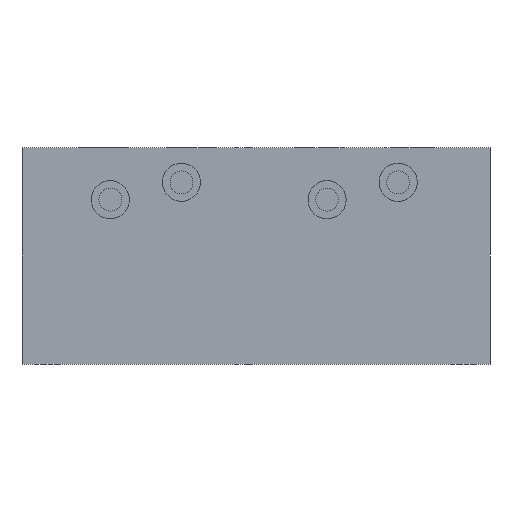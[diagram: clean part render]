
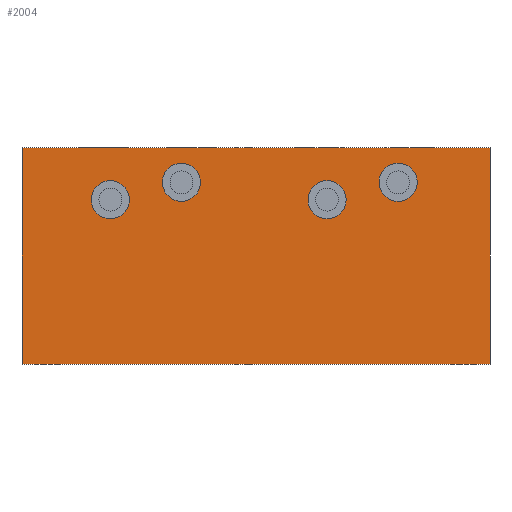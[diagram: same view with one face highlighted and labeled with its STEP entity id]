
A CAD part, front view. The second image highlights one B-rep face of the part: STEP entity #2004.
In plain terms, the highlighted planar face has unit normal (0, -1, 0).
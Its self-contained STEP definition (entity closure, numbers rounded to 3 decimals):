
#1284 = VERTEX_POINT( '', #3536 );
#1322 = VERTEX_POINT( '', #3580 );
#1330 = EDGE_CURVE( '', #2832, #1284, #3591, .T. );
#1604 = VERTEX_POINT( '', #3899 );
#1648 = EDGE_CURVE( '', #1604, #3242, #3947, .T. );
#1840 = VERTEX_POINT( '', #4164 );
#1934 = EDGE_CURVE( '', #2570, #2172, #4266, .T. );
#2004 = ADVANCED_FACE( '', ( #4347, #4348, #4349, #4350, #4351 ), #4352, .F. );
#2046 = VERTEX_POINT( '', #4403 );
#2172 = VERTEX_POINT( '', #4545 );
#2318 = EDGE_CURVE( '', #1840, #1604, #4709, .T. );
#2490 = EDGE_CURVE( '', #3108, #1322, #4906, .T. );
#2514 = EDGE_CURVE( '', #2172, #2570, #4933, .T. );
#2516 = VERTEX_POINT( '', #4935 );
#2532 = EDGE_CURVE( '', #2046, #2824, #4954, .T. );
#2570 = VERTEX_POINT( '', #4996 );
#2824 = VERTEX_POINT( '', #5317 );
#2832 = VERTEX_POINT( '', #5326 );
#2848 = EDGE_CURVE( '', #2824, #2046, #5343, .T. );
#3014 = EDGE_CURVE( '', #3242, #2516, #5529, .T. );
#3108 = VERTEX_POINT( '', #5634 );
#3174 = EDGE_CURVE( '', #1322, #3108, #5706, .T. );
#3242 = VERTEX_POINT( '', #5781 );
#3278 = EDGE_CURVE( '', #1840, #2516, #5822, .T. );
#3280 = EDGE_CURVE( '', #1284, #2832, #5824, .T. );
#3536 = CARTESIAN_POINT( '', ( 916., 0., 150. ) );
#3580 = CARTESIAN_POINT( '', ( 791., 0., 150. ) );
#3591 = CIRCLE( '', #6192, 11. );
#3899 = CARTESIAN_POINT( '', ( 980., 0., 170. ) );
#3947 = LINE( '', #6650, #6651 );
#4164 = CARTESIAN_POINT( '', ( 710., 0., 170. ) );
#4266 = CIRCLE( '', #7057, 11. );
#4347 = FACE_BOUND( '', #7166, .T. );
#4348 = FACE_BOUND( '', #7167, .T. );
#4349 = FACE_BOUND( '', #7168, .T. );
#4350 = FACE_BOUND( '', #7169, .T. );
#4351 = FACE_OUTER_BOUND( '', #7170, .T. );
#4352 = PLANE( '', #7171 );
#4403 = CARTESIAN_POINT( '', ( 772., 0., 140. ) );
#4545 = CARTESIAN_POINT( '', ( 875., 0., 140. ) );
#4709 = LINE( '', #7641, #7642 );
#4906 = CIRCLE( '', #7896, 11. );
#4933 = CIRCLE( '', #7927, 11. );
#4935 = CARTESIAN_POINT( '', ( 710., 0., 45. ) );
#4954 = CIRCLE( '', #7953, 11. );
#4996 = CARTESIAN_POINT( '', ( 897., 0., 140. ) );
#5317 = CARTESIAN_POINT( '', ( 750., 0., 140. ) );
#5326 = CARTESIAN_POINT( '', ( 938., 0., 150. ) );
#5343 = CIRCLE( '', #8452, 11. );
#5529 = LINE( '', #8686, #8687 );
#5634 = CARTESIAN_POINT( '', ( 813., 0., 150. ) );
#5706 = CIRCLE( '', #8924, 11. );
#5781 = CARTESIAN_POINT( '', ( 980., 0., 45. ) );
#5822 = LINE( '', #9077, #9078 );
#5824 = CIRCLE( '', #9081, 11. );
#6192 = AXIS2_PLACEMENT_3D( '', #9467, #9468, #9469 );
#6650 = CARTESIAN_POINT( '', ( 980., 0., 107.5 ) );
#6651 = VECTOR( '', #9914, 1. );
#7057 = AXIS2_PLACEMENT_3D( '', #10288, #10289, #10290 );
#7166 = EDGE_LOOP( '', ( #10385, #10386 ) );
#7167 = EDGE_LOOP( '', ( #10387, #10388 ) );
#7168 = EDGE_LOOP( '', ( #10389, #10390 ) );
#7169 = EDGE_LOOP( '', ( #10391, #10392 ) );
#7170 = EDGE_LOOP( '', ( #10393, #10394, #10395, #10396 ) );
#7171 = AXIS2_PLACEMENT_3D( '', #10397, #10398, #10399 );
#7641 = CARTESIAN_POINT( '', ( 845., 0., 170. ) );
#7642 = VECTOR( '', #10851, 1. );
#7896 = AXIS2_PLACEMENT_3D( '', #11111, #11112, #11113 );
#7927 = AXIS2_PLACEMENT_3D( '', #11138, #11139, #11140 );
#7953 = AXIS2_PLACEMENT_3D( '', #11164, #11165, #11166 );
#8452 = AXIS2_PLACEMENT_3D( '', #11671, #11672, #11673 );
#8686 = CARTESIAN_POINT( '', ( 845., 0., 45. ) );
#8687 = VECTOR( '', #11891, 1. );
#8924 = AXIS2_PLACEMENT_3D( '', #12121, #12122, #12123 );
#9077 = CARTESIAN_POINT( '', ( 710., 0., 107.5 ) );
#9078 = VECTOR( '', #12251, 1. );
#9081 = AXIS2_PLACEMENT_3D( '', #12252, #12253, #12254 );
#9467 = CARTESIAN_POINT( '', ( 927., 0., 150. ) );
#9468 = DIRECTION( '', ( 0., 1., 0. ) );
#9469 = DIRECTION( '', ( 1., 0., 0. ) );
#9914 = DIRECTION( '', ( 0., 0., -1. ) );
#10288 = CARTESIAN_POINT( '', ( 886., 0., 140. ) );
#10289 = DIRECTION( '', ( 0., 1., 0. ) );
#10290 = DIRECTION( '', ( 1., 0., 0. ) );
#10385 = ORIENTED_EDGE( '', *, *, #2490, .T. );
#10386 = ORIENTED_EDGE( '', *, *, #3174, .T. );
#10387 = ORIENTED_EDGE( '', *, *, #2532, .T. );
#10388 = ORIENTED_EDGE( '', *, *, #2848, .T. );
#10389 = ORIENTED_EDGE( '', *, *, #1934, .T. );
#10390 = ORIENTED_EDGE( '', *, *, #2514, .T. );
#10391 = ORIENTED_EDGE( '', *, *, #1330, .T. );
#10392 = ORIENTED_EDGE( '', *, *, #3280, .T. );
#10393 = ORIENTED_EDGE( '', *, *, #3278, .T. );
#10394 = ORIENTED_EDGE( '', *, *, #3014, .F. );
#10395 = ORIENTED_EDGE( '', *, *, #1648, .F. );
#10396 = ORIENTED_EDGE( '', *, *, #2318, .F. );
#10397 = CARTESIAN_POINT( '', ( 845., 0., 107.5 ) );
#10398 = DIRECTION( '', ( 0., 1., 0. ) );
#10399 = DIRECTION( '', ( 0., 0., 1. ) );
#10851 = DIRECTION( '', ( 1., 0., 0. ) );
#11111 = CARTESIAN_POINT( '', ( 802., 0., 150. ) );
#11112 = DIRECTION( '', ( 0., 1., 0. ) );
#11113 = DIRECTION( '', ( 1., 0., 0. ) );
#11138 = CARTESIAN_POINT( '', ( 886., 0., 140. ) );
#11139 = DIRECTION( '', ( 0., 1., 0. ) );
#11140 = DIRECTION( '', ( 1., 0., 0. ) );
#11164 = CARTESIAN_POINT( '', ( 761., 0., 140. ) );
#11165 = DIRECTION( '', ( 0., 1., 0. ) );
#11166 = DIRECTION( '', ( 1., 0., 0. ) );
#11671 = CARTESIAN_POINT( '', ( 761., 0., 140. ) );
#11672 = DIRECTION( '', ( 0., 1., 0. ) );
#11673 = DIRECTION( '', ( 1., 0., 0. ) );
#11891 = DIRECTION( '', ( -1., 0., 0. ) );
#12121 = CARTESIAN_POINT( '', ( 802., 0., 150. ) );
#12122 = DIRECTION( '', ( 0., 1., 0. ) );
#12123 = DIRECTION( '', ( 1., 0., 0. ) );
#12251 = DIRECTION( '', ( 0., 0., -1. ) );
#12252 = CARTESIAN_POINT( '', ( 927., 0., 150. ) );
#12253 = DIRECTION( '', ( 0., 1., 0. ) );
#12254 = DIRECTION( '', ( 1., 0., 0. ) );
